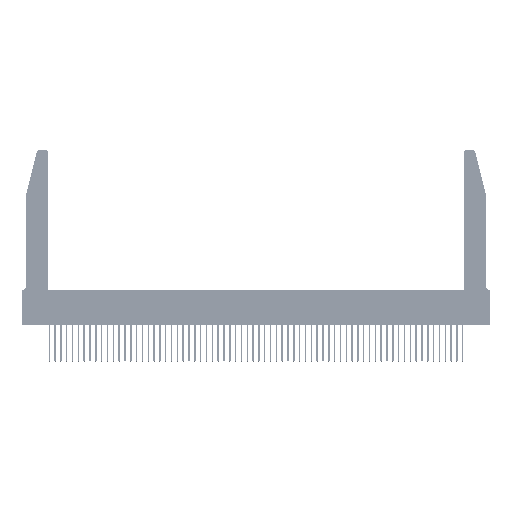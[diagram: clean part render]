
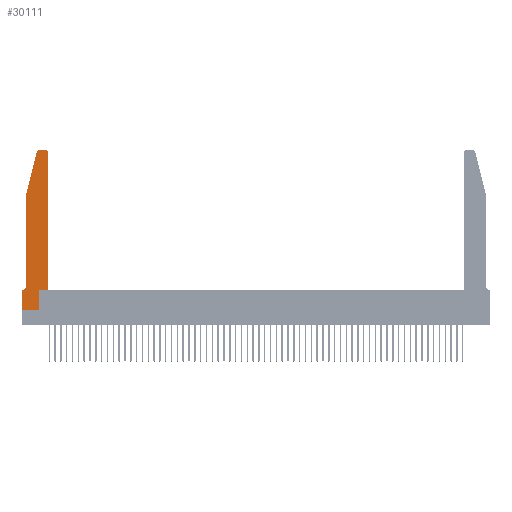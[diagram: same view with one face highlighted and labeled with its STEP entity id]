
A CAD part, top view. The second image highlights one B-rep face of the part: STEP entity #30111.
In plain terms, the highlighted planar face has unit normal (0, 0, 1).
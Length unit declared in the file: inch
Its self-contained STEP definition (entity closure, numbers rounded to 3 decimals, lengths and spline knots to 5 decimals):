
#241 = CIRCLE ( 'NONE', #56141, 0.07 ) ;
#1103 = EDGE_LOOP ( 'NONE', ( #54450, #43987, #43253, #3258, #4818, #12962, #9355, #48665, #11586, #6423, #4980, #56448 ) ) ;
#2205 = DIRECTION ( 'NONE',  ( -1., 0., 0. ) ) ;
#3258 = ORIENTED_EDGE ( 'NONE', *, *, #24921, .T. ) ;
#3364 = CARTESIAN_POINT ( 'NONE',  ( 0., 0., 0.37 ) ) ;
#4582 = DIRECTION ( 'NONE',  ( 0., 1., 0. ) ) ;
#4818 = ORIENTED_EDGE ( 'NONE', *, *, #56673, .T. ) ;
#4980 = ORIENTED_EDGE ( 'NONE', *, *, #24596, .T. ) ;
#6116 = LINE ( 'NONE', #3364, #40002 ) ;
#6423 = ORIENTED_EDGE ( 'NONE', *, *, #29617, .T. ) ;
#6745 = VERTEX_POINT ( 'NONE', #32592 ) ;
#6794 = EDGE_CURVE ( 'NONE', #38154, #23646, #51773, .T. ) ;
#7123 = VERTEX_POINT ( 'NONE', #35015 ) ;
#9355 = ORIENTED_EDGE ( 'NONE', *, *, #50114, .T. ) ;
#9459 = AXIS2_PLACEMENT_3D ( 'NONE', #43084, #16869, #47476 ) ;
#10339 = VECTOR ( 'NONE', #45128, 39.37008 ) ;
#11586 = ORIENTED_EDGE ( 'NONE', *, *, #22507, .T. ) ;
#11916 = CARTESIAN_POINT ( 'NONE',  ( 0., 0., 0.37 ) ) ;
#12068 = LINE ( 'NONE', #14470, #10339 ) ;
#12566 = DIRECTION ( 'NONE',  ( 0., 0., 1. ) ) ;
#12962 = ORIENTED_EDGE ( 'NONE', *, *, #22027, .T. ) ;
#14429 = LINE ( 'NONE', #44197, #24848 ) ;
#14470 = CARTESIAN_POINT ( 'NONE',  ( 0., 0., 0.37 ) ) ;
#15590 = CARTESIAN_POINT ( 'NONE',  ( 0.284, 2.75, 0.37 ) ) ;
#15848 = PLANE ( 'NONE',  #46231 ) ;
#16509 = CARTESIAN_POINT ( 'NONE',  ( 0.4505, 0.35, 0.37 ) ) ;
#16869 = DIRECTION ( 'NONE',  ( 0., 0., 1. ) ) ;
#18875 = VERTEX_POINT ( 'NONE', #33052 ) ;
#19301 = LINE ( 'NONE', #26231, #30940 ) ;
#19895 = CARTESIAN_POINT ( 'NONE',  ( 0.4205, 2.75, 0.37 ) ) ;
#20322 = CARTESIAN_POINT ( 'NONE',  ( 0., 0.35, 0.37 ) ) ;
#22027 = EDGE_CURVE ( 'NONE', #46746, #18875, #29134, .T. ) ;
#22263 = EDGE_CURVE ( 'NONE', #56395, #40429, #6116, .T. ) ;
#22507 = EDGE_CURVE ( 'NONE', #40429, #7123, #39296, .T. ) ;
#22780 = CARTESIAN_POINT ( 'NONE',  ( 0.0055, 0.42, 0.37 ) ) ;
#23342 = VERTEX_POINT ( 'NONE', #44338 ) ;
#23646 = VERTEX_POINT ( 'NONE', #15590 ) ;
#24046 = CARTESIAN_POINT ( 'NONE',  ( 0.4505, 2.72, 0.37 ) ) ;
#24596 = EDGE_CURVE ( 'NONE', #36487, #44058, #14429, .T. ) ;
#24772 = DIRECTION ( 'NONE',  ( 1., 0., 0. ) ) ;
#24848 = VECTOR ( 'NONE', #4582, 39.37008 ) ;
#24921 = EDGE_CURVE ( 'NONE', #30422, #23342, #56221, .T. ) ;
#26231 = CARTESIAN_POINT ( 'NONE',  ( 0.0755, 2., 0.37 ) ) ;
#27197 = DIRECTION ( 'NONE',  ( -1., 0., 0. ) ) ;
#28784 = CARTESIAN_POINT ( 'NONE',  ( 0.2605, 2.75, 0.37 ) ) ;
#29134 = LINE ( 'NONE', #55105, #52361 ) ;
#29617 = EDGE_CURVE ( 'NONE', #7123, #36487, #42422, .T. ) ;
#30111 = ADVANCED_FACE ( 'NONE', ( #49888 ), #15848, .T. ) ;
#30242 = DIRECTION ( 'NONE',  ( 1., 0., 0. ) ) ;
#30422 = VERTEX_POINT ( 'NONE', #35540 ) ;
#30940 = VECTOR ( 'NONE', #47973, 39.37008 ) ;
#31743 = DIRECTION ( 'NONE',  ( 0., 1., 0. ) ) ;
#32592 = CARTESIAN_POINT ( 'NONE',  ( 0.25487, 2.72718, 0.37 ) ) ;
#33052 = CARTESIAN_POINT ( 'NONE',  ( 0., 0.35, 0.37 ) ) ;
#33306 = DIRECTION ( 'NONE',  ( 0., -1., 0. ) ) ;
#34042 = AXIS2_PLACEMENT_3D ( 'NONE', #38921, #12566, #43300 ) ;
#34554 = CARTESIAN_POINT ( 'NONE',  ( 0.2865, 0., 0.37 ) ) ;
#34877 = CIRCLE ( 'NONE', #9459, 0.03 ) ;
#35015 = CARTESIAN_POINT ( 'NONE',  ( 0.2865, 0.35, 0.37 ) ) ;
#35540 = CARTESIAN_POINT ( 'NONE',  ( 0.0755, 2., 0.37 ) ) ;
#35573 = CARTESIAN_POINT ( 'NONE',  ( 0.0055, 0.35, 0.37 ) ) ;
#36487 = VERTEX_POINT ( 'NONE', #50412 ) ;
#36726 = EDGE_CURVE ( 'NONE', #23646, #6745, #54555, .T. ) ;
#37932 = VECTOR ( 'NONE', #31743, 39.37008 ) ;
#38154 = VERTEX_POINT ( 'NONE', #19895 ) ;
#38339 = DIRECTION ( 'NONE',  ( 1., 0., 0. ) ) ;
#38921 = CARTESIAN_POINT ( 'NONE',  ( 0.284, 2.72, 0.37 ) ) ;
#39296 = LINE ( 'NONE', #40521, #37932 ) ;
#40002 = VECTOR ( 'NONE', #30242, 39.37008 ) ;
#40429 = VERTEX_POINT ( 'NONE', #34554 ) ;
#40521 = CARTESIAN_POINT ( 'NONE',  ( 0.2865, 0.35, 0.37 ) ) ;
#42422 = LINE ( 'NONE', #16509, #55449 ) ;
#43084 = CARTESIAN_POINT ( 'NONE',  ( 0.4205, 2.72, 0.37 ) ) ;
#43200 = VECTOR ( 'NONE', #33306, 39.37008 ) ;
#43253 = ORIENTED_EDGE ( 'NONE', *, *, #48196, .T. ) ;
#43300 = DIRECTION ( 'NONE',  ( 1., 0., 0. ) ) ;
#43987 = ORIENTED_EDGE ( 'NONE', *, *, #36726, .T. ) ;
#44058 = VERTEX_POINT ( 'NONE', #24046 ) ;
#44197 = CARTESIAN_POINT ( 'NONE',  ( 0.4505, 0.35, 0.37 ) ) ;
#44338 = CARTESIAN_POINT ( 'NONE',  ( 0.0755, 0.42, 0.37 ) ) ;
#45128 = DIRECTION ( 'NONE',  ( 0., -1., 0. ) ) ;
#46231 = AXIS2_PLACEMENT_3D ( 'NONE', #20322, #50889, #24772 ) ;
#46746 = VERTEX_POINT ( 'NONE', #35573 ) ;
#47476 = DIRECTION ( 'NONE',  ( 1., 0., 0. ) ) ;
#47973 = DIRECTION ( 'NONE',  ( -0.239, -0.971, 0. ) ) ;
#48196 = EDGE_CURVE ( 'NONE', #6745, #30422, #19301, .T. ) ;
#48665 = ORIENTED_EDGE ( 'NONE', *, *, #22263, .T. ) ;
#49459 = EDGE_CURVE ( 'NONE', #44058, #38154, #34877, .T. ) ;
#49888 = FACE_OUTER_BOUND ( 'NONE', #1103, .T. ) ;
#50114 = EDGE_CURVE ( 'NONE', #18875, #56395, #12068, .T. ) ;
#50395 = VECTOR ( 'NONE', #54944, 39.37008 ) ;
#50412 = CARTESIAN_POINT ( 'NONE',  ( 0.4505, 0.35, 0.37 ) ) ;
#50686 = CARTESIAN_POINT ( 'NONE',  ( 0.0755, 2., 0.37 ) ) ;
#50889 = DIRECTION ( 'NONE',  ( 0., 0., 1. ) ) ;
#51773 = LINE ( 'NONE', #28784, #50395 ) ;
#52361 = VECTOR ( 'NONE', #2205, 39.37008 ) ;
#53369 = DIRECTION ( 'NONE',  ( 0., 0., -1. ) ) ;
#54450 = ORIENTED_EDGE ( 'NONE', *, *, #6794, .T. ) ;
#54555 = CIRCLE ( 'NONE', #34042, 0.03 ) ;
#54944 = DIRECTION ( 'NONE',  ( -1., 0., 0. ) ) ;
#55105 = CARTESIAN_POINT ( 'NONE',  ( 0.0755, 0.35, 0.37 ) ) ;
#55449 = VECTOR ( 'NONE', #38339, 39.37008 ) ;
#56141 = AXIS2_PLACEMENT_3D ( 'NONE', #22780, #53369, #27197 ) ;
#56221 = LINE ( 'NONE', #50686, #43200 ) ;
#56395 = VERTEX_POINT ( 'NONE', #11916 ) ;
#56448 = ORIENTED_EDGE ( 'NONE', *, *, #49459, .T. ) ;
#56673 = EDGE_CURVE ( 'NONE', #23342, #46746, #241, .T. ) ;
